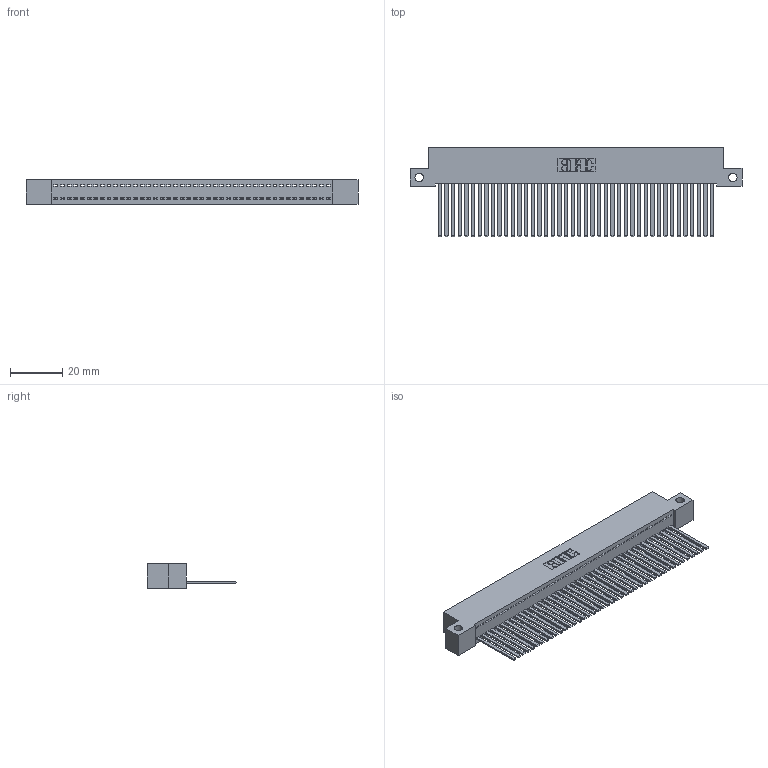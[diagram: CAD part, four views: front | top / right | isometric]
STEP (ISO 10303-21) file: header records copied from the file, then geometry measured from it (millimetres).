
FILE_DESCRIPTION (( 'STEP AP203' ), '1' );
FILE_NAME ('342-042-544-112.STEP', '2019-10-02T18:07:28', ( '' ), ( '' ), 'SwSTEP 2.0', 'SolidWorks 2016', '' );
FILE_SCHEMA (( 'CONFIG_CONTROL_DESIGN' ));
Length unit declared in the file: inch
Products named in the file (3): 342 Part_Side Mount; 345-292-001_345-293-144; 342-042-544-112
Assembly tree (43 placements, depth 2):
  342-042-544-112
    342 Part_Side Mount
    345-292-001_345-293-144  x42
Bounding box: 127 x 34.3 x 9.4 mm (x, y, z)
Volume: 11547.8 mm3; surface area: 18178.8 mm2
Topology: 43 solids, 43 shells, 2294 faces, 6935 edges, 4566 vertices
Faces by surface type: plane 1662, cylinder 632
Entity records: 25363 total; most frequent: CARTESIAN_POINT 4380, ORIENTED_EDGE 4358, DIRECTION 3691, EDGE_CURVE 2179, VECTOR 2055, LINE 2055, VERTEX_POINT 1450, AXIS2_PLACEMENT_3D 818
